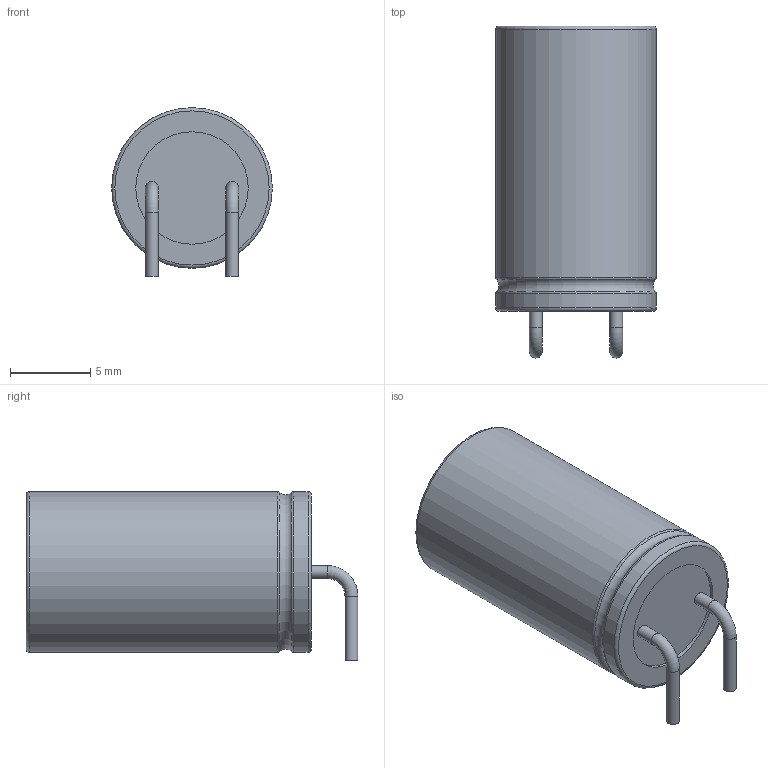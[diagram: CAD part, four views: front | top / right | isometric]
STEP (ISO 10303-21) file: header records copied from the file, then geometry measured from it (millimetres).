
FILE_DESCRIPTION(/* description */ (''),/* implementation_level */ '2;1');
FILE_NAME(/* name */ 'CP_Radial_D10.0mm_H17.5mm_MinMount v3.step',/* time_stamp */ '2025-05-18T15:16:54+10:00',/* author */ (''),/* organization */ (''),/* preprocessor_version */ 'ST-DEVELOPER v20.1',/* originating_system */ 'Autodesk Translation Framework v14.4.0.0',/* authorisation */ '');
FILE_SCHEMA (('AUTOMOTIVE_DESIGN { 1 0 10303 214 3 1 1 }'));
Length unit declared in the file: millimetre
Products named in the file (1): CP_Radial_D10.0mm_H17.5mm_MinMount
Bounding box: 10 x 20.65 x 10.5 mm (x, y, z)
Volume: 1380.2 mm3; surface area: 761.1 mm2
Topology: 1 solids, 1 shells, 27 faces, 57 edges, 36 vertices
Faces by surface type: plane 12, cylinder 8, torus 7
Full cylindrical faces by diameter (mm): 0.8 x4, 7 x2, 10 x2
Entity records: 789 total; most frequent: DIRECTION 148, CARTESIAN_POINT 121, ORIENTED_EDGE 114, AXIS2_PLACEMENT_3D 63, EDGE_CURVE 57, VERTEX_POINT 36, CIRCLE 35, EDGE_LOOP 31
